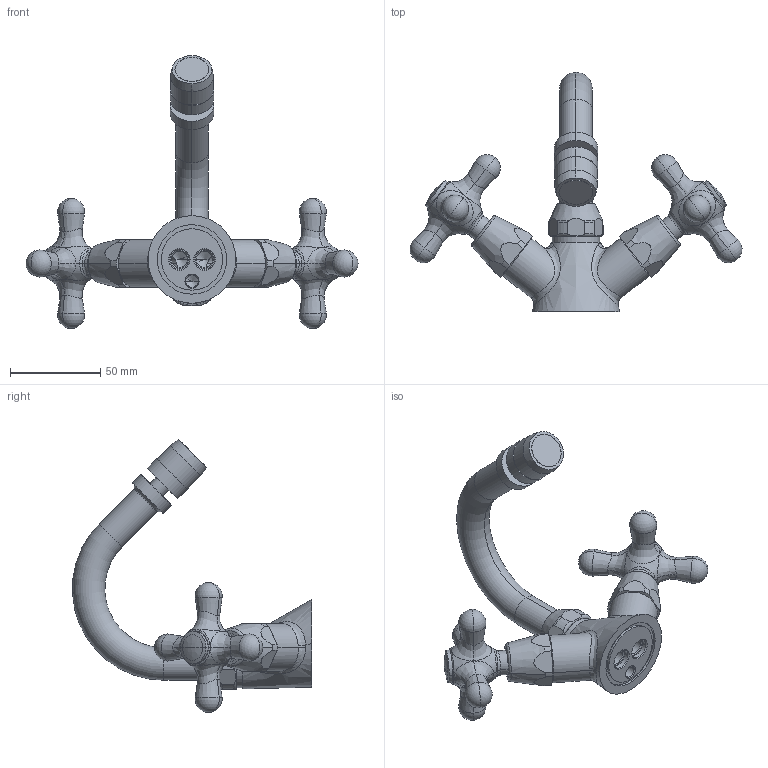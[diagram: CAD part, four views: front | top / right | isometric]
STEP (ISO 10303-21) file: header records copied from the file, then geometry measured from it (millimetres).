
FILE_DESCRIPTION((''),'2;1');
FILE_NAME('IRV138CR','2021-11-10T17:15:50',('ut3'),('PAFFONI SpA'),'CREO PARAMETRIC BY PTC INC, 2020044','CREO PARAMETRIC BY PTC INC, 2020044','');
FILE_SCHEMA(('CONFIG_CONTROL_DESIGN','SHAPE_APPEARANCE_LAYERS_GROUPS'));
Length unit declared in the file: millimetre
Products named in the file (1): IRV138CR
Bounding box: 183.9 x 132.42 x 151.19 mm (x, y, z)
Volume: 165196.1 mm3; surface area: 52215.9 mm2
Topology: 1 solids, 1 shells, 463 faces, 1080 edges, 628 vertices
Faces by surface type: plane 139, cylinder 108, cone 108, bspline 48, torus 44, sphere 16
Entity records: 21291 total; most frequent: CARTESIAN_POINT 7905, DIRECTION 2124, ORIENTED_EDGE 2104, EDGE_CURVE 1052, AXIS2_PLACEMENT_3D 877, VERTEX_POINT 628, EDGE_LOOP 502, FACE_OUTER_BOUND 463
